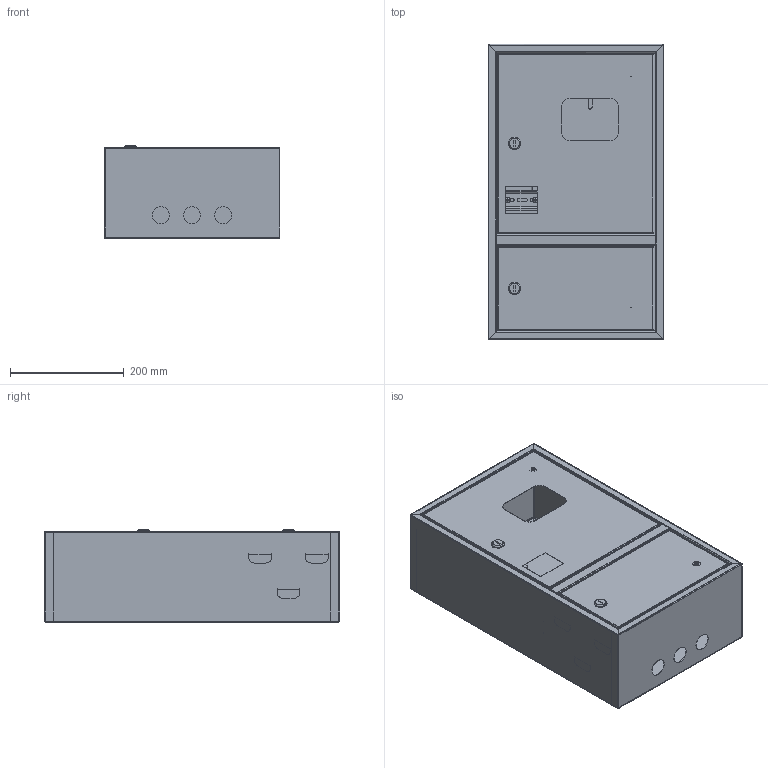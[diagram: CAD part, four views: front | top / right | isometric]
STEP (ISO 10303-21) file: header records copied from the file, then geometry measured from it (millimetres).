
FILE_DESCRIPTION (( 'STEP AP203' ), '1' );
FILE_NAME ('ÙÓÐí-3-15 äâà îòñåêà (ÁÓÐ) (520õ310õ160) IP31 EKF PROxima.STEP', '2021-07-13T08:15:21', ( '' ), ( '' ), 'SwSTEP 2.0', 'SolidWorks 2021', '' );
FILE_SCHEMA (( 'CONFIG_CONTROL_DESIGN' ));
Length unit declared in the file: millimetre
Products named in the file (29): Øïèëüêà Ì6õ20; Êðîíøòåéí 40õ40; ÌÈ-2047.02.00.001 Äâåðü âåðõíÿÿ; pan head cross recess screw_din_DIN EN ISO 7045 - M4 x 16 - Z - 16C; pan head cross recess screw_din_ISO 7045 - M4 x 16 - Z --- 16N; ÙÓÐí-3-15 äâà îòñåêà (ÁÓÐ) (520õ310õ160) IP31 EKF PROxima; ÌÈ-2047.01.03.001 Ñòåíêà ëåâàÿ; ÌÈ-2047.01.03.000 ÑÁ Ñòåíêà ëåâàÿ â ñáîðå; Øïèëüêà Ì6õ12; DIN-ðåéêà 280ìì; ÌÈ-2047.02.00.000 ÑÁ Äâåðü âåðõíÿÿ â ñáîðå; ÌÈ-1995.03.00.000 ÑÁ Äâåðü íèæíÿÿ â ñáîðå; Çàìîê ïî÷òîâûé; Çàêëåïêà ãàå÷íàÿ Ì4_Œ8; hex flange nut_din_Hexagon Flange Nut DIN 6923 - M6 - N; Ïàíåëü ñ÷åò÷èêà 3õ ôàçíîãî ÌÈ-512.00.00.001; ÌÈ-2047.01.01.000 ÑÁ Ñòåíêà ïðàâàÿ â ñáîðå; cross ph tapping 968_din_Screw DIN 968-ST4.2x13-C-H-N; ÌÈ-2047.01.00.000 ÑÁ Êîðïóñ â ñáîðå; ÌÈ-1995.01.04.001 Ïåðåãîðîäêà; ﾌﾈ-1995.03.00.001 ﾄ粢 湜跫; DIN-ðåéêà 70ìì; ÌÈ-2047.01.02.000 ÑÁ Ñòåíêà çàäíÿÿ â ñáîðå; ﾌﾈ-2047.01.04.001 ﾊ煇鳫; 昈-1995.01.04.002 赶鎀鍧; ÌÈ-2047.01.02.001 Ñòåíêà çàäíÿÿ; ÌÈ-2047.01.04.000 ÑÁ Ïåðåãîðîäêà â ñáîðå; ÌÈ-1995.00.00.001 Ôàëüøïàíåëü; ÌÈ-2047.01.01.001 Ñòåíêà ïðàâàÿ
Assembly tree (55 placements, depth 4):
  ÙÓÐí-3-15 äâà îòñåêà (ÁÓÐ) (520õ310õ160) IP31 EKF PROxima
    ÌÈ-2047.01.00.000 ÑÁ Êîðïóñ â ñáîðå
      ÌÈ-2047.01.01.000 ÑÁ Ñòåíêà ïðàâàÿ â ñáîðå
        ÌÈ-2047.01.01.001 Ñòåíêà ïðàâàÿ
        Øïèëüêà Ì6õ12  x2
        Êðîíøòåéí 40õ40  x3
      ÌÈ-2047.01.02.000 ÑÁ Ñòåíêà çàäíÿÿ â ñáîðå
        ÌÈ-2047.01.02.001 Ñòåíêà çàäíÿÿ
        Øïèëüêà Ì6õ20  x2
      ÌÈ-2047.01.03.000 ÑÁ Ñòåíêà ëåâàÿ â ñáîðå
        ÌÈ-2047.01.03.001 Ñòåíêà ëåâàÿ
        Êðîíøòåéí 40õ40  x3
      ÌÈ-2047.01.04.000 ÑÁ Ïåðåãîðîäêà â ñáîðå
        ÌÈ-1995.01.04.001 Ïåðåãîðîäêà
        昈-1995.01.04.002 赶鎀鍧
        ﾌﾈ-2047.01.04.001 ﾊ煇鳫
    ÌÈ-2047.02.00.000 ÑÁ Äâåðü âåðõíÿÿ â ñáîðå
      ÌÈ-2047.02.00.001 Äâåðü âåðõíÿÿ
      Çàêëåïêà ãàå÷íàÿ Ì4_Œ8  x2
      Øïèëüêà Ì6õ12
      Çàìîê ïî÷òîâûé
    hex flange nut_din_Hexagon Flange Nut DIN 6923 - M6 - N  x6
    pan head cross recess screw_din_ISO 7045 - M4 x 16 - Z --- 16N  x2
    Ïàíåëü ñ÷åò÷èêà 3õ ôàçíîãî ÌÈ-512.00.00.001
    DIN-ðåéêà 280ìì
    ÌÈ-1995.00.00.001 Ôàëüøïàíåëü
    cross ph tapping 968_din_Screw DIN 968-ST4.2x13-C-H-N  x8
    ÌÈ-1995.03.00.000 ÑÁ Äâåðü íèæíÿÿ â ñáîðå
      ﾌﾈ-1995.03.00.001 ﾄ粢 湜跫
      Øïèëüêà Ì6õ12
      Çàìîê ïî÷òîâûé
      Çàêëåïêà ãàå÷íàÿ Ì4_Œ8  x2
    pan head cross recess screw_din_DIN EN ISO 7045 - M4 x 16 - Z - 16C  x2
    DIN-ðåéêà 70ìì
Bounding box: 310 x 520 x 163.7 mm (x, y, z)
Volume: 599758 mm3; surface area: 1652918 mm2
Topology: 48 solids, 48 shells, 2064 faces, 5150 edges, 3240 vertices
Faces by surface type: plane 1043, cylinder 461, bspline 308, cone 184, torus 44, sphere 24
Entity records: 38121 total; most frequent: CARTESIAN_POINT 10802, ORIENTED_EDGE 4910, DIRECTION 4709, EDGE_CURVE 2455, AXIS2_PLACEMENT_3D 1578, VECTOR 1553, LINE 1553, VERTEX_POINT 1521
